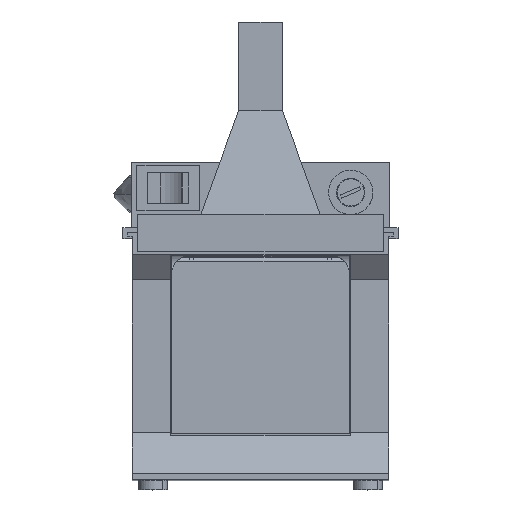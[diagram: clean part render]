
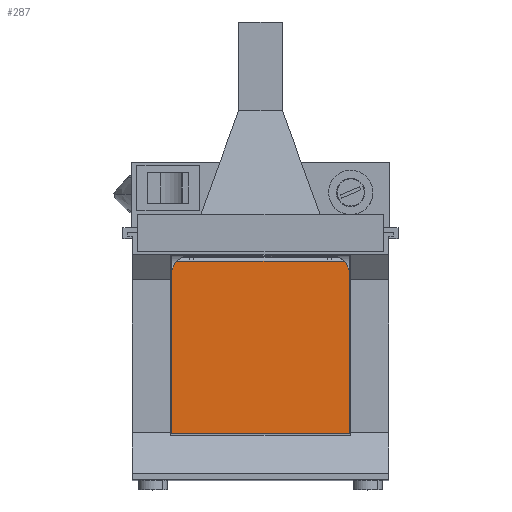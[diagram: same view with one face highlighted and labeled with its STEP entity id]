
A CAD part, top view. The second image highlights one B-rep face of the part: STEP entity #287.
In plain terms, the highlighted planar face has unit normal (0, 0, 1).
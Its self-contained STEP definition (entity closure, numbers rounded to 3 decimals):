
#287 = ADVANCED_FACE ( 'NONE', ( #5847 ), #9089, .T. ) ;
#345 = DIRECTION ( 'NONE',  ( -1., 0., 0. ) ) ;
#736 = CARTESIAN_POINT ( 'NONE',  ( -30., 73.865, 108.375 ) ) ;
#885 = LINE ( 'NONE', #7368, #3192 ) ;
#910 = DIRECTION ( 'NONE',  ( 1., 0., 0. ) ) ;
#985 = ORIENTED_EDGE ( 'NONE', *, *, #2446, .T. ) ;
#1663 = VERTEX_POINT ( 'NONE', #2418 ) ;
#1741 = EDGE_CURVE ( 'NONE', #6326, #4518, #3424, .T. ) ;
#1801 = ORIENTED_EDGE ( 'NONE', *, *, #2990, .T. ) ;
#1804 = CARTESIAN_POINT ( 'NONE',  ( 0., 45.7, 108.375 ) ) ;
#1979 = DIRECTION ( 'NONE',  ( 1., 0., 0. ) ) ;
#2279 = ORIENTED_EDGE ( 'NONE', *, *, #3474, .T. ) ;
#2418 = CARTESIAN_POINT ( 'NONE',  ( 30., 69.7, 108.375 ) ) ;
#2446 = EDGE_CURVE ( 'NONE', #4518, #1663, #885, .T. ) ;
#2471 = EDGE_CURVE ( 'NONE', #6584, #5928, #4772, .T. ) ;
#2797 = CARTESIAN_POINT ( 'NONE',  ( -30., 15.7, 108.375 ) ) ;
#2969 = VERTEX_POINT ( 'NONE', #8948 ) ;
#2990 = EDGE_CURVE ( 'NONE', #1663, #6584, #4377, .T. ) ;
#3192 = VECTOR ( 'NONE', #3328, 1000. ) ;
#3328 = DIRECTION ( 'NONE',  ( 0., 1., 0. ) ) ;
#3424 = LINE ( 'NONE', #9903, #5454 ) ;
#3465 = DIRECTION ( 'NONE',  ( 0., 0., 1. ) ) ;
#3474 = EDGE_CURVE ( 'NONE', #5928, #2969, #5580, .T. ) ;
#4377 = CIRCLE ( 'NONE', #8112, 6. ) ;
#4518 = VERTEX_POINT ( 'NONE', #7566 ) ;
#4772 = LINE ( 'NONE', #736, #9118 ) ;
#5051 = DIRECTION ( 'NONE',  ( 0., 0., 1. ) ) ;
#5160 = DIRECTION ( 'NONE',  ( 1., 0., 0. ) ) ;
#5349 = CARTESIAN_POINT ( 'NONE',  ( 28.319, 73.865, 108.375 ) ) ;
#5454 = VECTOR ( 'NONE', #8856, 1000. ) ;
#5580 = CIRCLE ( 'NONE', #7439, 6. ) ;
#5720 = LINE ( 'NONE', #7274, #7681 ) ;
#5806 = ORIENTED_EDGE ( 'NONE', *, *, #2471, .T. ) ;
#5807 = DIRECTION ( 'NONE',  ( 0., 0., 1. ) ) ;
#5847 = FACE_OUTER_BOUND ( 'NONE', #9886, .T. ) ;
#5896 = CARTESIAN_POINT ( 'NONE',  ( -24., 69.7, 108.375 ) ) ;
#5928 = VERTEX_POINT ( 'NONE', #7432 ) ;
#6304 = AXIS2_PLACEMENT_3D ( 'NONE', #1804, #5051, #910 ) ;
#6326 = VERTEX_POINT ( 'NONE', #2797 ) ;
#6451 = ORIENTED_EDGE ( 'NONE', *, *, #7695, .T. ) ;
#6584 = VERTEX_POINT ( 'NONE', #5349 ) ;
#6783 = ORIENTED_EDGE ( 'NONE', *, *, #1741, .T. ) ;
#7274 = CARTESIAN_POINT ( 'NONE',  ( -30., 75.7, 108.375 ) ) ;
#7368 = CARTESIAN_POINT ( 'NONE',  ( 30., 75.7, 108.375 ) ) ;
#7432 = CARTESIAN_POINT ( 'NONE',  ( -28.319, 73.865, 108.375 ) ) ;
#7439 = AXIS2_PLACEMENT_3D ( 'NONE', #5896, #3465, #5160 ) ;
#7566 = CARTESIAN_POINT ( 'NONE',  ( 30., 15.7, 108.375 ) ) ;
#7681 = VECTOR ( 'NONE', #9764, 1000. ) ;
#7695 = EDGE_CURVE ( 'NONE', #2969, #6326, #5720, .T. ) ;
#8112 = AXIS2_PLACEMENT_3D ( 'NONE', #9591, #5807, #1979 ) ;
#8856 = DIRECTION ( 'NONE',  ( 1., 0., 0. ) ) ;
#8948 = CARTESIAN_POINT ( 'NONE',  ( -30., 69.7, 108.375 ) ) ;
#9089 = PLANE ( 'NONE',  #6304 ) ;
#9118 = VECTOR ( 'NONE', #345, 1000. ) ;
#9591 = CARTESIAN_POINT ( 'NONE',  ( 24., 69.7, 108.375 ) ) ;
#9764 = DIRECTION ( 'NONE',  ( 0., -1., 0. ) ) ;
#9886 = EDGE_LOOP ( 'NONE', ( #1801, #5806, #2279, #6451, #6783, #985 ) ) ;
#9903 = CARTESIAN_POINT ( 'NONE',  ( -30., 15.7, 108.375 ) ) ;
